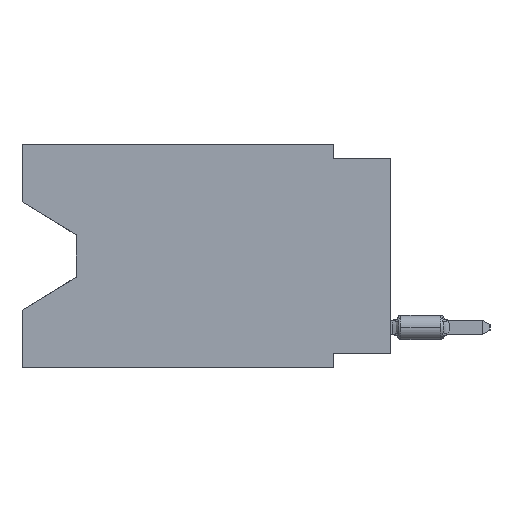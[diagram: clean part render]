
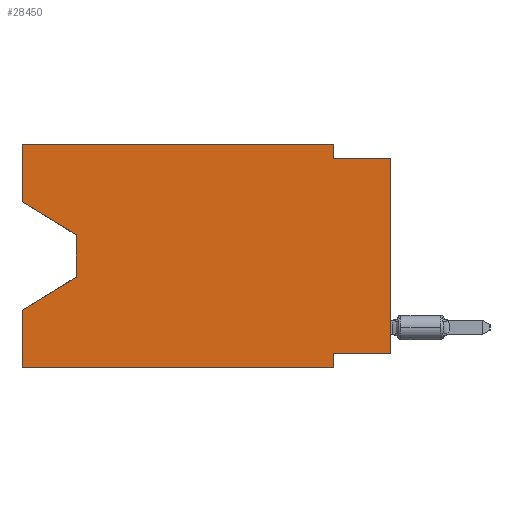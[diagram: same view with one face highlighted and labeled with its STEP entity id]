
A CAD part, left-side view. The second image highlights one B-rep face of the part: STEP entity #28450.
In plain terms, the highlighted planar face has unit normal (-1, 0, 0).
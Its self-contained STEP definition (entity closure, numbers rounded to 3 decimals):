
#687 = EDGE_CURVE ( 'NONE', #2331, #12753, #11832, .T. ) ;
#1846 = VECTOR ( 'NONE', #2810, 1000. ) ;
#1950 = DIRECTION ( 'NONE',  ( 0., -0.855, -0.519 ) ) ;
#2242 = ORIENTED_EDGE ( 'NONE', *, *, #52199, .T. ) ;
#2331 = VERTEX_POINT ( 'NONE', #19405 ) ;
#2810 = DIRECTION ( 'NONE',  ( 0., 0., 1. ) ) ;
#3593 = VERTEX_POINT ( 'NONE', #16383 ) ;
#4584 = VERTEX_POINT ( 'NONE', #37419 ) ;
#5131 = CARTESIAN_POINT ( 'NONE',  ( 0., 16.383, 0. ) ) ;
#5164 = CARTESIAN_POINT ( 'NONE',  ( 0., 0., -0.635 ) ) ;
#6174 = CARTESIAN_POINT ( 'NONE',  ( 0., 16.383, 0. ) ) ;
#6399 = ORIENTED_EDGE ( 'NONE', *, *, #26089, .T. ) ;
#6423 = VECTOR ( 'NONE', #46755, 1000. ) ;
#8107 = CARTESIAN_POINT ( 'NONE',  ( 0., 2.54, -9.906 ) ) ;
#8201 = EDGE_CURVE ( 'NONE', #3593, #12753, #25741, .T. ) ;
#8762 = CARTESIAN_POINT ( 'NONE',  ( 0., 16.383, -7.36 ) ) ;
#10711 = CARTESIAN_POINT ( 'NONE',  ( 0., 0., -0.635 ) ) ;
#11191 = VECTOR ( 'NONE', #55482, 1000. ) ;
#11297 = LINE ( 'NONE', #10711, #42153 ) ;
#11329 = CARTESIAN_POINT ( 'NONE',  ( 0., 16.383, 0. ) ) ;
#11832 = LINE ( 'NONE', #38238, #6423 ) ;
#12753 = VERTEX_POINT ( 'NONE', #52346 ) ;
#13075 = DIRECTION ( 'NONE',  ( 0., 1., 0. ) ) ;
#13414 = ORIENTED_EDGE ( 'NONE', *, *, #687, .T. ) ;
#14848 = CARTESIAN_POINT ( 'NONE',  ( 0., 16.383, -2.546 ) ) ;
#15265 = VECTOR ( 'NONE', #24375, 1000. ) ;
#15718 = CARTESIAN_POINT ( 'NONE',  ( 0., 16.383, 0. ) ) ;
#16383 = CARTESIAN_POINT ( 'NONE',  ( 0., 2.54, -9.271 ) ) ;
#16430 = AXIS2_PLACEMENT_3D ( 'NONE', #5131, #54439, #45058 ) ;
#17177 = EDGE_CURVE ( 'NONE', #54249, #35207, #23489, .T. ) ;
#17278 = CARTESIAN_POINT ( 'NONE',  ( 0., 2.54, -0.635 ) ) ;
#17537 = EDGE_LOOP ( 'NONE', ( #6399, #46478, #2242, #25562, #13414, #50020, #55426, #33730, #41565, #45957, #38479, #54784 ) ) ;
#17571 = CARTESIAN_POINT ( 'NONE',  ( 0., 2.54, 0. ) ) ;
#19405 = CARTESIAN_POINT ( 'NONE',  ( 0., 16.383, -9.906 ) ) ;
#19715 = VECTOR ( 'NONE', #47459, 1000. ) ;
#20040 = EDGE_CURVE ( 'NONE', #30793, #32220, #53235, .T. ) ;
#20501 = VECTOR ( 'NONE', #46382, 1000. ) ;
#20601 = CARTESIAN_POINT ( 'NONE',  ( 0., 0., -9.271 ) ) ;
#21887 = CARTESIAN_POINT ( 'NONE',  ( 0., 0., -9.271 ) ) ;
#22902 = CARTESIAN_POINT ( 'NONE',  ( 0., 0., 0. ) ) ;
#23286 = EDGE_CURVE ( 'NONE', #2331, #32197, #29787, .T. ) ;
#23489 = LINE ( 'NONE', #22902, #20501 ) ;
#24281 = VERTEX_POINT ( 'NONE', #49974 ) ;
#24375 = DIRECTION ( 'NONE',  ( 0., 0., -1. ) ) ;
#24831 = LINE ( 'NONE', #14848, #40557 ) ;
#25072 = DIRECTION ( 'NONE',  ( 0., -1., 0. ) ) ;
#25562 = ORIENTED_EDGE ( 'NONE', *, *, #23286, .F. ) ;
#25741 = LINE ( 'NONE', #8107, #19715 ) ;
#26089 = EDGE_CURVE ( 'NONE', #24281, #40967, #24831, .T. ) ;
#27393 = VECTOR ( 'NONE', #57160, 1000. ) ;
#28450 = ADVANCED_FACE ( 'NONE', ( #32707 ), #45336, .F. ) ;
#29215 = CARTESIAN_POINT ( 'NONE',  ( 0., 13.97, -4.013 ) ) ;
#29787 = LINE ( 'NONE', #15718, #1846 ) ;
#30793 = VERTEX_POINT ( 'NONE', #17571 ) ;
#32192 = LINE ( 'NONE', #32472, #50448 ) ;
#32197 = VERTEX_POINT ( 'NONE', #8762 ) ;
#32220 = VERTEX_POINT ( 'NONE', #17278 ) ;
#32472 = CARTESIAN_POINT ( 'NONE',  ( 0., 13.97, -5.893 ) ) ;
#32707 = FACE_OUTER_BOUND ( 'NONE', #17537, .T. ) ;
#33259 = EDGE_CURVE ( 'NONE', #37659, #30793, #50187, .T. ) ;
#33730 = ORIENTED_EDGE ( 'NONE', *, *, #17177, .T. ) ;
#34881 = CARTESIAN_POINT ( 'NONE',  ( 0., 16.383, 0. ) ) ;
#35207 = VERTEX_POINT ( 'NONE', #5164 ) ;
#36607 = VECTOR ( 'NONE', #13075, 1000. ) ;
#37419 = CARTESIAN_POINT ( 'NONE',  ( 0., 13.97, -5.893 ) ) ;
#37659 = VERTEX_POINT ( 'NONE', #11329 ) ;
#38238 = CARTESIAN_POINT ( 'NONE',  ( 0., 16.383, -9.906 ) ) ;
#38479 = ORIENTED_EDGE ( 'NONE', *, *, #33259, .F. ) ;
#38577 = VECTOR ( 'NONE', #48006, 1000. ) ;
#38742 = LINE ( 'NONE', #56902, #15265 ) ;
#39170 = CARTESIAN_POINT ( 'NONE',  ( 0., 2.54, 0. ) ) ;
#39255 = LINE ( 'NONE', #34881, #27393 ) ;
#39782 = LINE ( 'NONE', #21887, #36607 ) ;
#39810 = EDGE_CURVE ( 'NONE', #32220, #35207, #11297, .T. ) ;
#40557 = VECTOR ( 'NONE', #1950, 1000. ) ;
#40722 = EDGE_CURVE ( 'NONE', #54249, #3593, #39782, .T. ) ;
#40967 = VERTEX_POINT ( 'NONE', #29215 ) ;
#41565 = ORIENTED_EDGE ( 'NONE', *, *, #39810, .F. ) ;
#41571 = DIRECTION ( 'NONE',  ( 0., 0.855, -0.519 ) ) ;
#42153 = VECTOR ( 'NONE', #25072, 1000. ) ;
#43988 = EDGE_CURVE ( 'NONE', #24281, #37659, #39255, .T. ) ;
#45058 = DIRECTION ( 'NONE',  ( 0., 0., -1. ) ) ;
#45336 = PLANE ( 'NONE',  #16430 ) ;
#45957 = ORIENTED_EDGE ( 'NONE', *, *, #20040, .F. ) ;
#46382 = DIRECTION ( 'NONE',  ( 0., 0., 1. ) ) ;
#46478 = ORIENTED_EDGE ( 'NONE', *, *, #57474, .T. ) ;
#46755 = DIRECTION ( 'NONE',  ( 0., -1., 0. ) ) ;
#47459 = DIRECTION ( 'NONE',  ( 0., 0., -1. ) ) ;
#48006 = DIRECTION ( 'NONE',  ( 0., 0., -1. ) ) ;
#49974 = CARTESIAN_POINT ( 'NONE',  ( 0., 16.383, -2.546 ) ) ;
#50020 = ORIENTED_EDGE ( 'NONE', *, *, #8201, .F. ) ;
#50187 = LINE ( 'NONE', #6174, #11191 ) ;
#50448 = VECTOR ( 'NONE', #41571, 1000. ) ;
#52199 = EDGE_CURVE ( 'NONE', #4584, #32197, #32192, .T. ) ;
#52346 = CARTESIAN_POINT ( 'NONE',  ( 0., 2.54, -9.906 ) ) ;
#53235 = LINE ( 'NONE', #39170, #38577 ) ;
#54249 = VERTEX_POINT ( 'NONE', #20601 ) ;
#54439 = DIRECTION ( 'NONE',  ( 1., 0., 0. ) ) ;
#54784 = ORIENTED_EDGE ( 'NONE', *, *, #43988, .F. ) ;
#55426 = ORIENTED_EDGE ( 'NONE', *, *, #40722, .F. ) ;
#55482 = DIRECTION ( 'NONE',  ( 0., -1., 0. ) ) ;
#56902 = CARTESIAN_POINT ( 'NONE',  ( 0., 13.97, -4.013 ) ) ;
#57160 = DIRECTION ( 'NONE',  ( 0., 0., 1. ) ) ;
#57474 = EDGE_CURVE ( 'NONE', #40967, #4584, #38742, .T. ) ;
